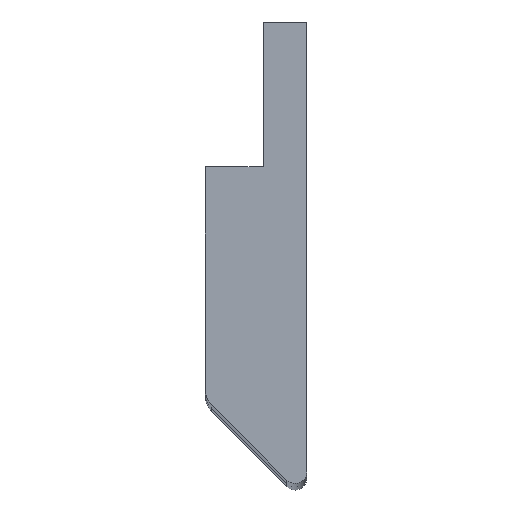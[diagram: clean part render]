
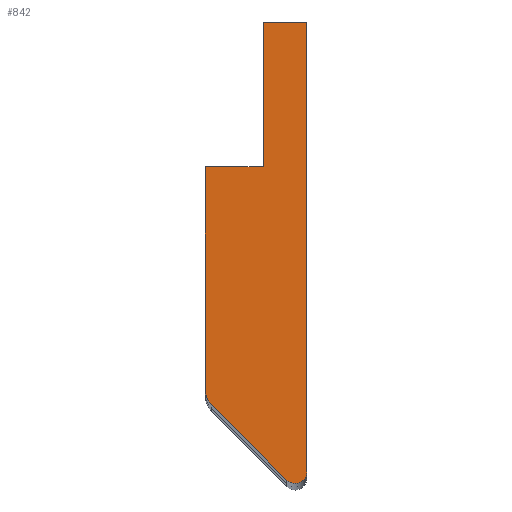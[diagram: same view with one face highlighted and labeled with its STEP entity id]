
A CAD part, top view. The second image highlights one B-rep face of the part: STEP entity #842.
In plain terms, the highlighted planar face has unit normal (0, 0, 1).
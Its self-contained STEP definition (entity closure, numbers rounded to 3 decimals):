
#32 = EDGE_CURVE ( 'NONE', #930, #1910, #791, .T. ) ;
#61 = VERTEX_POINT ( 'NONE', #1872 ) ;
#93 = LINE ( 'NONE', #475, #2049 ) ;
#174 = LINE ( 'NONE', #1112, #900 ) ;
#188 = CARTESIAN_POINT ( 'NONE',  ( -0.8, -1.069, 280. ) ) ;
#211 = ORIENTED_EDGE ( 'NONE', *, *, #1340, .T. ) ;
#277 = VECTOR ( 'NONE', #1550, 1000. ) ;
#309 = FACE_OUTER_BOUND ( 'NONE', #980, .T. ) ;
#319 = ORIENTED_EDGE ( 'NONE', *, *, #1908, .T. ) ;
#410 = ORIENTED_EDGE ( 'NONE', *, *, #1667, .T. ) ;
#446 = DIRECTION ( 'NONE',  ( 1., 0., 0. ) ) ;
#460 = EDGE_CURVE ( 'NONE', #2116, #1191, #1417, .T. ) ;
#471 = AXIS2_PLACEMENT_3D ( 'NONE', #188, #908, #569 ) ;
#475 = CARTESIAN_POINT ( 'NONE',  ( -7., 20., 280. ) ) ;
#482 = ORIENTED_EDGE ( 'NONE', *, *, #460, .T. ) ;
#488 = EDGE_CURVE ( 'NONE', #2116, #61, #93, .T. ) ;
#505 = DIRECTION ( 'NONE',  ( 1., 0., 0. ) ) ;
#535 = DIRECTION ( 'NONE',  ( 1., 0., 0. ) ) ;
#543 = CARTESIAN_POINT ( 'NONE',  ( -1.366, -1.634, 280. ) ) ;
#558 = ORIENTED_EDGE ( 'NONE', *, *, #2084, .F. ) ;
#569 = DIRECTION ( 'NONE',  ( 1., 0., 0. ) ) ;
#611 = CARTESIAN_POINT ( 'NONE',  ( 0., 0., 280. ) ) ;
#614 = CARTESIAN_POINT ( 'NONE',  ( -6.561, 3.561, 280. ) ) ;
#620 = VECTOR ( 'NONE', #1702, 1000. ) ;
#654 = CARTESIAN_POINT ( 'NONE',  ( -7., 4., 280. ) ) ;
#669 = CARTESIAN_POINT ( 'NONE',  ( -5.5, 4.621, 280. ) ) ;
#687 = CARTESIAN_POINT ( 'NONE',  ( 0., 0., 280. ) ) ;
#791 = CIRCLE ( 'NONE', #471, 0.8 ) ;
#842 = ADVANCED_FACE ( 'NONE', ( #309 ), #1617, .T. ) ;
#900 = VECTOR ( 'NONE', #1093, 1000. ) ;
#908 = DIRECTION ( 'NONE',  ( 0., 0., 1. ) ) ;
#930 = VERTEX_POINT ( 'NONE', #543 ) ;
#980 = EDGE_LOOP ( 'NONE', ( #1183, #482, #1334, #410, #1363, #211, #558, #319 ) ) ;
#997 = CARTESIAN_POINT ( 'NONE',  ( -7., 4.621, 280. ) ) ;
#1005 = VERTEX_POINT ( 'NONE', #2125 ) ;
#1076 = DIRECTION ( 'NONE',  ( 0., 0., 1. ) ) ;
#1093 = DIRECTION ( 'NONE',  ( 0., -1., 0. ) ) ;
#1112 = CARTESIAN_POINT ( 'NONE',  ( -3., 20., 280. ) ) ;
#1153 = CARTESIAN_POINT ( 'NONE',  ( -7., 20., 280. ) ) ;
#1159 = AXIS2_PLACEMENT_3D ( 'NONE', #687, #1076, #535 ) ;
#1164 = AXIS2_PLACEMENT_3D ( 'NONE', #669, #1745, #505 ) ;
#1172 = CARTESIAN_POINT ( 'NONE',  ( 0., 30., 280. ) ) ;
#1183 = ORIENTED_EDGE ( 'NONE', *, *, #488, .F. ) ;
#1191 = VERTEX_POINT ( 'NONE', #997 ) ;
#1214 = CARTESIAN_POINT ( 'NONE',  ( -7., 7., 280. ) ) ;
#1244 = VECTOR ( 'NONE', #446, 1000. ) ;
#1249 = CIRCLE ( 'NONE', #1164, 1.5 ) ;
#1334 = ORIENTED_EDGE ( 'NONE', *, *, #2377, .T. ) ;
#1340 = EDGE_CURVE ( 'NONE', #1910, #1351, #2110, .T. ) ;
#1351 = VERTEX_POINT ( 'NONE', #1172 ) ;
#1363 = ORIENTED_EDGE ( 'NONE', *, *, #32, .T. ) ;
#1417 = LINE ( 'NONE', #1214, #2127 ) ;
#1550 = DIRECTION ( 'NONE',  ( 0., 1., 0. ) ) ;
#1617 = PLANE ( 'NONE',  #1159 ) ;
#1667 = EDGE_CURVE ( 'NONE', #1719, #930, #1915, .T. ) ;
#1702 = DIRECTION ( 'NONE',  ( 0.707, -0.707, 0. ) ) ;
#1709 = LINE ( 'NONE', #2109, #1244 ) ;
#1719 = VERTEX_POINT ( 'NONE', #614 ) ;
#1745 = DIRECTION ( 'NONE',  ( 0., 0., 1. ) ) ;
#1872 = CARTESIAN_POINT ( 'NONE',  ( -3., 20., 280. ) ) ;
#1908 = EDGE_CURVE ( 'NONE', #1005, #61, #174, .T. ) ;
#1910 = VERTEX_POINT ( 'NONE', #2059 ) ;
#1915 = LINE ( 'NONE', #654, #620 ) ;
#1927 = DIRECTION ( 'NONE',  ( 0., -1., 0. ) ) ;
#1979 = DIRECTION ( 'NONE',  ( 1., 0., 0. ) ) ;
#2049 = VECTOR ( 'NONE', #1979, 1000. ) ;
#2059 = CARTESIAN_POINT ( 'NONE',  ( 0., -1.069, 280. ) ) ;
#2084 = EDGE_CURVE ( 'NONE', #1005, #1351, #1709, .T. ) ;
#2109 = CARTESIAN_POINT ( 'NONE',  ( -3., 30., 280. ) ) ;
#2110 = LINE ( 'NONE', #611, #277 ) ;
#2116 = VERTEX_POINT ( 'NONE', #1153 ) ;
#2125 = CARTESIAN_POINT ( 'NONE',  ( -3., 30., 280. ) ) ;
#2127 = VECTOR ( 'NONE', #1927, 1000. ) ;
#2377 = EDGE_CURVE ( 'NONE', #1191, #1719, #1249, .T. ) ;
